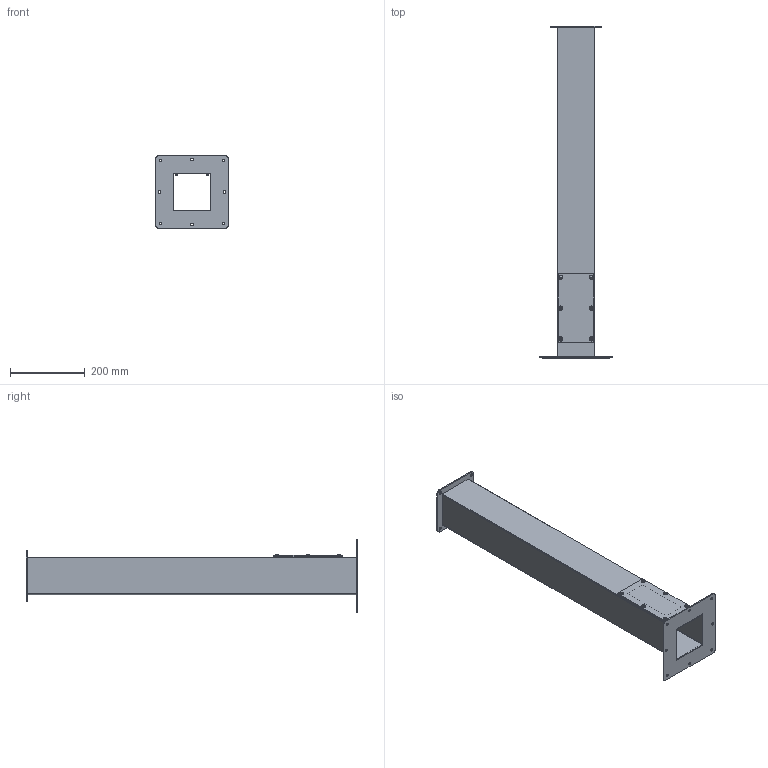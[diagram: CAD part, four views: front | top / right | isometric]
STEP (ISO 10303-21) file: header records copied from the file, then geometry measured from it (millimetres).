
FILE_DESCRIPTION(/* description */ ('STRAIGHT COLUMN, 4" X 4", 304 S.S., FRONT'),/* implementation_level */ '2;1');
FILE_NAME(/* name */ 'WA44CCOLSS.stp',/* time_stamp */ '2016-11-30T15:44:34+05:00',/* author */ ('sdirisala'),/* organization */ (''),/* preprocessor_version */ 'ST-DEVELOPER v16.1',/* originating_system */ 'Autodesk Inventor 2016',/* authorisation */ '');
FILE_SCHEMA (('AUTOMOTIVE_DESIGN { 1 0 10303 214 3 1 1 }'));
Length unit declared in the file: inch
Products named in the file (9): WA44CCOLSSFRONT; WA44CCOLSSBLR; WA44CCOLSSBASERING; WA44CCOLSSCOVER; WA44CCOLCOVERSTRIPGASKET; 37235; 39077; SSJW4RINGP; WA44CCOLSS
Assembly tree (18 placements, depth 2):
  WA44CCOLSS
    WA44CCOLSSFRONT
    WA44CCOLSSBLR
    WA44CCOLSSBASERING
    WA44CCOLSSCOVER
    WA44CCOLCOVERSTRIPGASKET
    37235  x6
    39077  x6
    SSJW4RINGP
Bounding box: 193.68 x 889 x 193.68 mm (x, y, z)
Volume: 804222 mm3; surface area: 825108.5 mm2
Topology: 24 solids, 24 shells, 332 faces, 1364 edges, 1086 vertices
Faces by surface type: plane 202, cylinder 94, torus 12, bspline 12, sphere 6, cone 6
Full cylindrical faces by diameter (mm): 3.556 x6, 6.35 x6, 7.061 x6, 7.144 x12, 7.849 x6, 11.506 x6
Entity records: 7938 total; most frequent: CARTESIAN_POINT 3375, ORIENTED_EDGE 882, DIRECTION 807, EDGE_CURVE 441, VERTEX_POINT 338, AXIS2_PLACEMENT_3D 289, EDGE_LOOP 241, LINE 229
